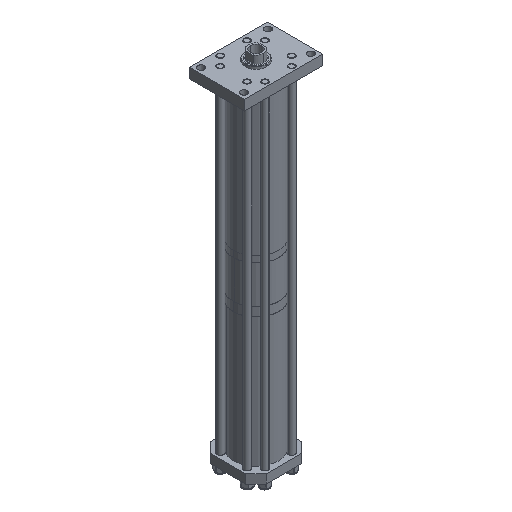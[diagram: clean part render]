
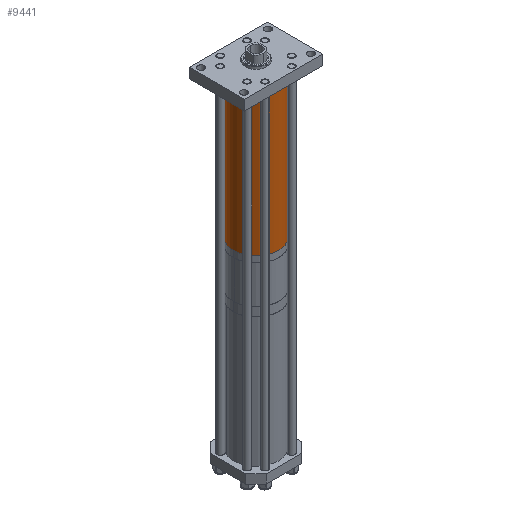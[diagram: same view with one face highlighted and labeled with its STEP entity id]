
A CAD part, isometric view. The second image highlights one B-rep face of the part: STEP entity #9441.
In plain terms, the highlighted cylindrical face has radius 114.3 mm (diameter 228.6 mm), a partial arc.
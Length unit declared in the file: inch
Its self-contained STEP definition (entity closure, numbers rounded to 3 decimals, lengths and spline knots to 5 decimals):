
#36 = DIRECTION ( 'NONE',  ( 1., 0., 0. ) ) ;
#293 = AXIS2_PLACEMENT_3D ( 'NONE', #1509, #1573, #11127 ) ;
#903 = DIRECTION ( 'NONE',  ( 0., 0., 1. ) ) ;
#1327 = CYLINDRICAL_SURFACE ( 'NONE', #293, 4.5 ) ;
#1509 = CARTESIAN_POINT ( 'NONE',  ( 0., 0., 28.226 ) ) ;
#1573 = DIRECTION ( 'NONE',  ( 0., 0., -1. ) ) ;
#1704 = DIRECTION ( 'NONE',  ( 0., 0., -1. ) ) ;
#1727 = CARTESIAN_POINT ( 'NONE',  ( 0., 0., 28.226 ) ) ;
#2172 = FACE_OUTER_BOUND ( 'NONE', #5491, .T. ) ;
#2192 = CARTESIAN_POINT ( 'NONE',  ( -4.5, 0., 28.226 ) ) ;
#2565 = VERTEX_POINT ( 'NONE', #9300 ) ;
#2759 = VERTEX_POINT ( 'NONE', #4240 ) ;
#2900 = CIRCLE ( 'NONE', #10282, 4.5 ) ;
#3703 = VECTOR ( 'NONE', #1704, 39.37008 ) ;
#3799 = VERTEX_POINT ( 'NONE', #2192 ) ;
#4240 = CARTESIAN_POINT ( 'NONE',  ( 4.5, 0., 28.226 ) ) ;
#4824 = EDGE_CURVE ( 'NONE', #2759, #2565, #7710, .T. ) ;
#5482 = ORIENTED_EDGE ( 'NONE', *, *, #11259, .F. ) ;
#5491 = EDGE_LOOP ( 'NONE', ( #5482, #8433, #11063, #6101 ) ) ;
#5542 = AXIS2_PLACEMENT_3D ( 'NONE', #6220, #903, #36 ) ;
#5736 = EDGE_CURVE ( 'NONE', #3799, #11056, #7810, .T. ) ;
#6101 = ORIENTED_EDGE ( 'NONE', *, *, #5736, .F. ) ;
#6197 = VECTOR ( 'NONE', #10139, 39.37008 ) ;
#6220 = CARTESIAN_POINT ( 'NONE',  ( 0., 0., 0. ) ) ;
#7710 = LINE ( 'NONE', #10213, #6197 ) ;
#7810 = LINE ( 'NONE', #8635, #3703 ) ;
#7844 = DIRECTION ( 'NONE',  ( 1., 0., 0. ) ) ;
#8433 = ORIENTED_EDGE ( 'NONE', *, *, #4824, .T. ) ;
#8436 = CARTESIAN_POINT ( 'NONE',  ( -4.5, 0., 0. ) ) ;
#8635 = CARTESIAN_POINT ( 'NONE',  ( -4.5, 0., 28.226 ) ) ;
#9300 = CARTESIAN_POINT ( 'NONE',  ( 4.5, 0., 0. ) ) ;
#9441 = ADVANCED_FACE ( 'NONE', ( #2172 ), #1327, .T. ) ;
#9480 = EDGE_CURVE ( 'NONE', #2565, #11056, #11134, .T. ) ;
#10139 = DIRECTION ( 'NONE',  ( 0., 0., -1. ) ) ;
#10213 = CARTESIAN_POINT ( 'NONE',  ( 4.5, 0., 28.226 ) ) ;
#10282 = AXIS2_PLACEMENT_3D ( 'NONE', #1727, #10447, #7844 ) ;
#10447 = DIRECTION ( 'NONE',  ( 0., 0., 1. ) ) ;
#11056 = VERTEX_POINT ( 'NONE', #8436 ) ;
#11063 = ORIENTED_EDGE ( 'NONE', *, *, #9480, .T. ) ;
#11127 = DIRECTION ( 'NONE',  ( -1., 0., 0. ) ) ;
#11134 = CIRCLE ( 'NONE', #5542, 4.5 ) ;
#11259 = EDGE_CURVE ( 'NONE', #2759, #3799, #2900, .T. ) ;
